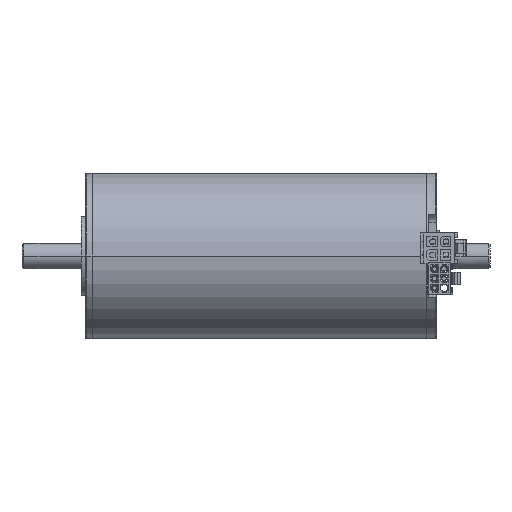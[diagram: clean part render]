
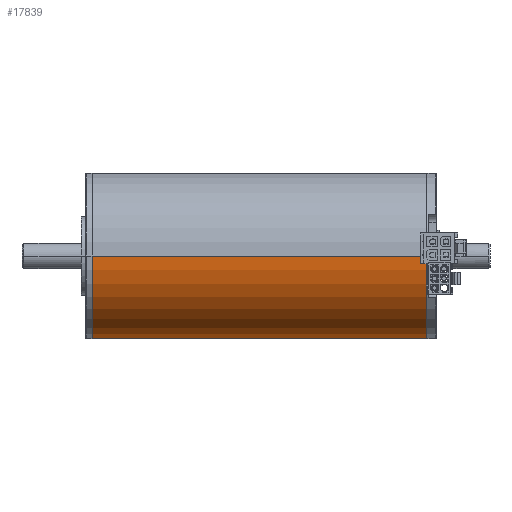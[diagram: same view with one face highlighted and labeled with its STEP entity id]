
A CAD part, front view. The second image highlights one B-rep face of the part: STEP entity #17839.
In plain terms, the highlighted cylindrical face has radius 26 mm (diameter 52 mm), a partial arc.
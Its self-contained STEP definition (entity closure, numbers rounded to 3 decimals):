
#1473=CARTESIAN_POINT('',(2.1,0.,0.));
#1474=DIRECTION('',(1.,0.,0.));
#1475=DIRECTION('',(0.,-1.,0.));
#1476=AXIS2_PLACEMENT_3D('',#1473,#1474,#1475);
#1481=DIRECTION('',(-1.,0.,0.));
#1482=VECTOR('',#1481,104.8);
#1483=CARTESIAN_POINT('',(106.9,-26.,0.));
#1484=LINE('',#1483,#1482);
#1488=CARTESIAN_POINT('',(106.9,0.,0.));
#1489=DIRECTION('',(1.,0.,0.));
#1490=DIRECTION('',(0.,-1.,0.));
#1491=AXIS2_PLACEMENT_3D('',#1488,#1489,#1490);
#1496=DIRECTION('',(-1.,0.,0.));
#1497=VECTOR('',#1496,104.8);
#1498=CARTESIAN_POINT('',(106.9,26.,0.));
#1499=LINE('',#1498,#1497);
#14716=CARTESIAN_POINT('',(2.1,26.,0.));
#14717=CARTESIAN_POINT('',(2.1,-26.,0.));
#14718=VERTEX_POINT('',#14716);
#14719=VERTEX_POINT('',#14717);
#14720=CARTESIAN_POINT('',(106.9,26.,0.));
#14721=CARTESIAN_POINT('',(106.9,-26.,0.));
#14722=VERTEX_POINT('',#14720);
#14723=VERTEX_POINT('',#14721);
#17828=CARTESIAN_POINT('',(-27.34,0.,0.));
#17829=DIRECTION('',(1.,0.,0.));
#17830=DIRECTION('',(0.,-1.,0.));
#17831=AXIS2_PLACEMENT_3D('',#17828,#17829,#17830);
#17832=CYLINDRICAL_SURFACE('',#17831,26.);
#17833=ORIENTED_EDGE('',*,*,#17810,.F.);
#17834=ORIENTED_EDGE('',*,*,#17787,.F.);
#17835=ORIENTED_EDGE('',*,*,#17761,.T.);
#17836=ORIENTED_EDGE('',*,*,#17784,.T.);
#17837=EDGE_LOOP('',(#17833,#17834,#17835,#17836));
#17838=FACE_OUTER_BOUND('',#17837,.F.);
#17839=ADVANCED_FACE('',(#17838),#17832,.T.);
#1477=CIRCLE('',#1476,26.);
#1492=CIRCLE('',#1491,26.);
#17761=EDGE_CURVE('',#14723,#14722,#1492,.T.);
#17784=EDGE_CURVE('',#14722,#14718,#1499,.T.);
#17787=EDGE_CURVE('',#14723,#14719,#1484,.T.);
#17810=EDGE_CURVE('',#14719,#14718,#1477,.T.);
